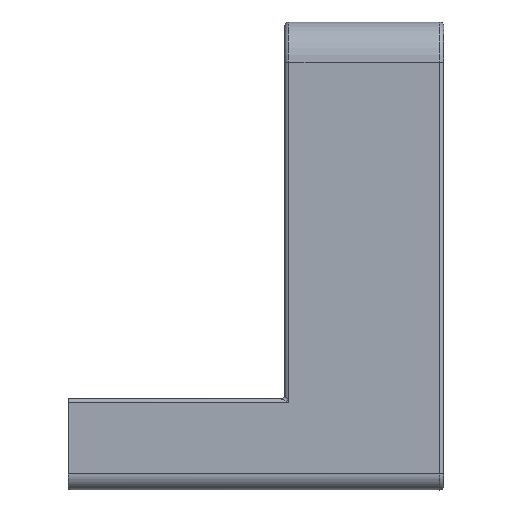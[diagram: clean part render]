
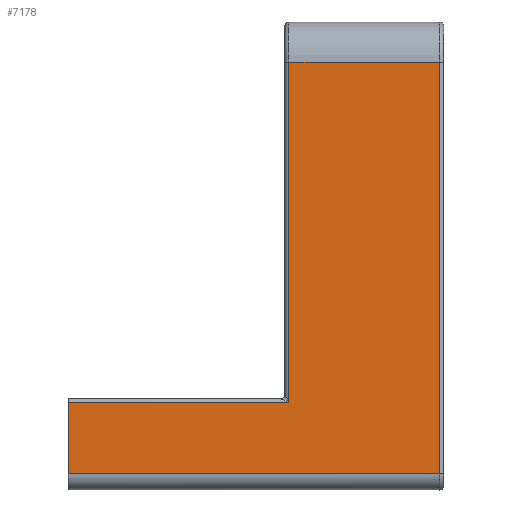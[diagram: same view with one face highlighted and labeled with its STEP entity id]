
A CAD part, left-side view. The second image highlights one B-rep face of the part: STEP entity #7178.
In plain terms, the highlighted planar face has unit normal (-1, 0, 0).
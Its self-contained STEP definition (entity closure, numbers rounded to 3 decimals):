
#540=FACE_OUTER_BOUND('',#978,.T.);
#978=EDGE_LOOP('',(#5258,#5259,#5260,#5261,#5262,#5263));
#1933=LINE('',#11695,#2510);
#1972=LINE('',#11801,#2549);
#1973=LINE('',#11803,#2550);
#1974=LINE('',#11805,#2551);
#1975=LINE('',#11807,#2552);
#1976=LINE('',#11808,#2553);
#2510=VECTOR('',#9011,10.);
#2549=VECTOR('',#9112,10.);
#2550=VECTOR('',#9113,10.);
#2551=VECTOR('',#9114,10.);
#2552=VECTOR('',#9115,10.);
#2553=VECTOR('',#9116,10.);
#3157=VERTEX_POINT('',#11693);
#3158=VERTEX_POINT('',#11694);
#3194=VERTEX_POINT('',#11800);
#3195=VERTEX_POINT('',#11802);
#3196=VERTEX_POINT('',#11804);
#3197=VERTEX_POINT('',#11806);
#3929=EDGE_CURVE('',#3157,#3158,#1933,.T.);
#3983=EDGE_CURVE('',#3194,#3157,#1972,.T.);
#3984=EDGE_CURVE('',#3195,#3194,#1973,.T.);
#3985=EDGE_CURVE('',#3196,#3195,#1974,.T.);
#3986=EDGE_CURVE('',#3197,#3196,#1975,.T.);
#3987=EDGE_CURVE('',#3158,#3197,#1976,.T.);
#5258=ORIENTED_EDGE('',*,*,#3929,.F.);
#5259=ORIENTED_EDGE('',*,*,#3983,.F.);
#5260=ORIENTED_EDGE('',*,*,#3984,.F.);
#5261=ORIENTED_EDGE('',*,*,#3985,.F.);
#5262=ORIENTED_EDGE('',*,*,#3986,.F.);
#5263=ORIENTED_EDGE('',*,*,#3987,.F.);
#6965=PLANE('',#7769);
#7178=ADVANCED_FACE('',(#540),#6965,.T.);
#7769=AXIS2_PLACEMENT_3D('',#11799,#9110,#9111);
#9011=DIRECTION('',(0.,0.,1.));
#9110=DIRECTION('center_axis',(-1.,0.,
0.));
#9111=DIRECTION('ref_axis',(0.,0.,-1.));
#9112=DIRECTION('',(0.,-1.,0.));
#9113=DIRECTION('',(0.,0.,1.));
#9114=DIRECTION('',(0.,1.,0.));
#9115=DIRECTION('',(0.,0.,-1.));
#9116=DIRECTION('',(0.,-1.,0.));
#11693=CARTESIAN_POINT('',(104.,109.557,19.303));
#11694=CARTESIAN_POINT('',(104.,109.557,61.7));
#11695=CARTESIAN_POINT('',(104.,109.557,42.44));
#11799=CARTESIAN_POINT('Origin',(104.,109.057,67.7));
#11800=CARTESIAN_POINT('',(104.,137.007,19.303));
#11801=CARTESIAN_POINT('',(104.,109.532,19.303));
#11802=CARTESIAN_POINT('',(104.,137.007,10.443));
#11803=CARTESIAN_POINT('',(104.,137.007,10.443));
#11804=CARTESIAN_POINT('',(104.,90.807,10.443));
#11805=CARTESIAN_POINT('',(104.,130.007,10.443));
#11806=CARTESIAN_POINT('',(104.,90.807,61.7));
#11807=CARTESIAN_POINT('',(104.,90.807,57.579));
#11808=CARTESIAN_POINT('',(104.,109.057,61.7));
